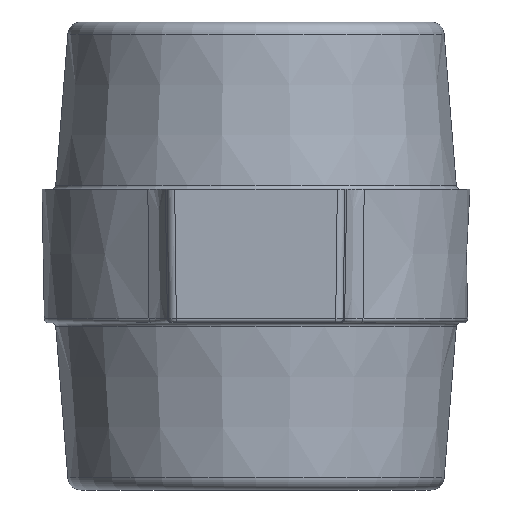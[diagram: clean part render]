
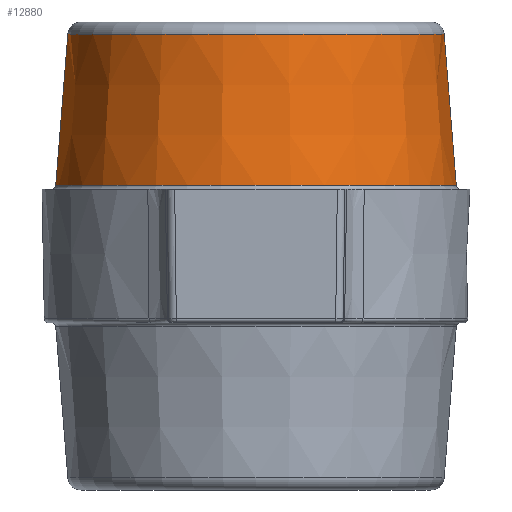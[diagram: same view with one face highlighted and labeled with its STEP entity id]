
A CAD part, front view. The second image highlights one B-rep face of the part: STEP entity #12880.
In plain terms, the highlighted conical face has half-angle 4.574 degrees and reference radius 14.526 mm.
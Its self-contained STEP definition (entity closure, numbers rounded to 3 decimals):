
#1799 = VERTEX_POINT ( 'NONE', #38458 ) ;
#2014 = LINE ( 'NONE', #25407, #8652 ) ;
#3077 = CONICAL_SURFACE ( 'NONE', #42457, 14.526, 0.08 ) ;
#3243 = EDGE_CURVE ( 'NONE', #26201, #48963, #14433, .T. ) ;
#4139 = ORIENTED_EDGE ( 'NONE', *, *, #3243, .F. ) ;
#6716 = FACE_OUTER_BOUND ( 'NONE', #29066, .T. ) ;
#6879 = AXIS2_PLACEMENT_3D ( 'NONE', #14991, #25632, #45968 ) ;
#7386 = DIRECTION ( 'NONE',  ( 0., 0., 1. ) ) ;
#7534 = VECTOR ( 'NONE', #47507, 1000. ) ;
#8652 = VECTOR ( 'NONE', #33471, 1000. ) ;
#9444 = CARTESIAN_POINT ( 'NONE',  ( 14.978, 0., 10.276 ) ) ;
#10041 = EDGE_CURVE ( 'NONE', #24929, #1799, #36592, .T. ) ;
#10899 = DIRECTION ( 'NONE',  ( -1., 0., 0. ) ) ;
#12880 = ADVANCED_FACE ( 'NONE', ( #6716 ), #3077, .T. ) ;
#14188 = CARTESIAN_POINT ( 'NONE',  ( 0., 0., 21.58 ) ) ;
#14433 = CIRCLE ( 'NONE', #20846, 14.074 ) ;
#14526 = DIRECTION ( 'NONE',  ( 1., 0., 0. ) ) ;
#14991 = CARTESIAN_POINT ( 'NONE',  ( 0., 0., 10.276 ) ) ;
#20050 = CARTESIAN_POINT ( 'NONE',  ( -14.074, 0., 21.58 ) ) ;
#20650 = EDGE_CURVE ( 'NONE', #1799, #26201, #2014, .T. ) ;
#20846 = AXIS2_PLACEMENT_3D ( 'NONE', #14188, #7386, #10899 ) ;
#24929 = VERTEX_POINT ( 'NONE', #48990 ) ;
#25407 = CARTESIAN_POINT ( 'NONE',  ( -14.978, 0., 10.276 ) ) ;
#25632 = DIRECTION ( 'NONE',  ( 0., 0., -1. ) ) ;
#26201 = VERTEX_POINT ( 'NONE', #20050 ) ;
#28770 = ORIENTED_EDGE ( 'NONE', *, *, #10041, .F. ) ;
#28843 = LINE ( 'NONE', #9444, #7534 ) ;
#29066 = EDGE_LOOP ( 'NONE', ( #43420, #4139, #46729, #28770 ) ) ;
#33471 = DIRECTION ( 'NONE',  ( 0.08, 0., 0.997 ) ) ;
#33636 = CARTESIAN_POINT ( 'NONE',  ( 0., 0., 15.928 ) ) ;
#33652 = CARTESIAN_POINT ( 'NONE',  ( 14.074, 0., 21.58 ) ) ;
#34926 = EDGE_CURVE ( 'NONE', #24929, #48963, #28843, .T. ) ;
#36592 = CIRCLE ( 'NONE', #6879, 14.978 ) ;
#38458 = CARTESIAN_POINT ( 'NONE',  ( -14.978, 0., 10.276 ) ) ;
#42457 = AXIS2_PLACEMENT_3D ( 'NONE', #33636, #49033, #14526 ) ;
#43420 = ORIENTED_EDGE ( 'NONE', *, *, #34926, .T. ) ;
#45968 = DIRECTION ( 'NONE',  ( 1., 0., 0. ) ) ;
#46729 = ORIENTED_EDGE ( 'NONE', *, *, #20650, .F. ) ;
#47507 = DIRECTION ( 'NONE',  ( -0.08, 0., 0.997 ) ) ;
#48963 = VERTEX_POINT ( 'NONE', #33652 ) ;
#48990 = CARTESIAN_POINT ( 'NONE',  ( 14.978, 0., 10.276 ) ) ;
#49033 = DIRECTION ( 'NONE',  ( 0., 0., -1. ) ) ;
